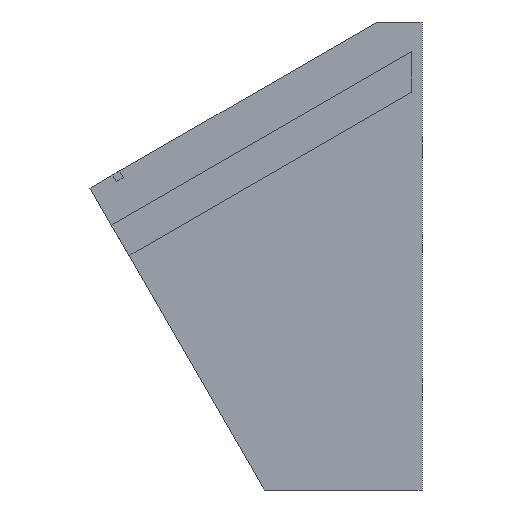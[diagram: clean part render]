
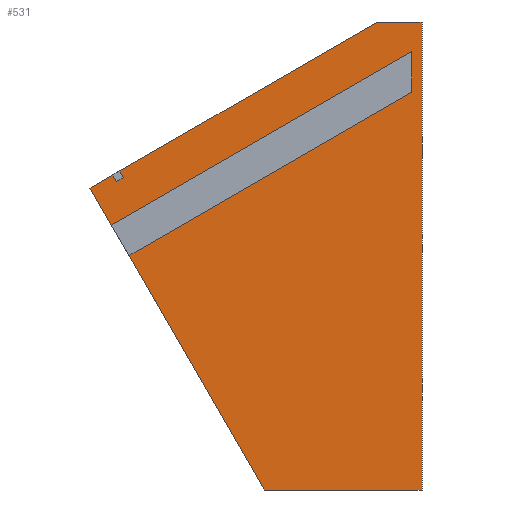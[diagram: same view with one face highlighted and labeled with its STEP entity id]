
A CAD part, left-side view. The second image highlights one B-rep face of the part: STEP entity #531.
In plain terms, the highlighted planar face has unit normal (-1, 0, 0).
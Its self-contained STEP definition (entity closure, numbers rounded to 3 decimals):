
#25 = ORIENTED_EDGE ( 'NONE', *, *, #415, .F. ) ;
#27 = CARTESIAN_POINT ( 'NONE',  ( 0., 59.342, 62.101 ) ) ;
#34 = EDGE_CURVE ( 'NONE', #996, #795, #396, .T. ) ;
#36 = ORIENTED_EDGE ( 'NONE', *, *, #134, .F. ) ;
#49 = DIRECTION ( 'NONE',  ( 0., 0., 1. ) ) ;
#92 = VECTOR ( 'NONE', #1286, 1000. ) ;
#93 = CARTESIAN_POINT ( 'NONE',  ( 0., 0., 93. ) ) ;
#94 = VERTEX_POINT ( 'NONE', #27 ) ;
#123 = CARTESIAN_POINT ( 'NONE',  ( 0., 31.34, 0. ) ) ;
#133 = CARTESIAN_POINT ( 'NONE',  ( 0., 2., 87.124 ) ) ;
#134 = EDGE_CURVE ( 'NONE', #795, #764, #797, .T. ) ;
#147 = CARTESIAN_POINT ( 'NONE',  ( 0., 0., 0. ) ) ;
#164 = EDGE_LOOP ( 'NONE', ( #374, #1205, #25, #394, #176, #912, #679, #816, #36, #974, #712, #182, #575 ) ) ;
#176 = ORIENTED_EDGE ( 'NONE', *, *, #544, .F. ) ;
#182 = ORIENTED_EDGE ( 'NONE', *, *, #349, .F. ) ;
#201 = AXIS2_PLACEMENT_3D ( 'NONE', #147, #428, #750 ) ;
#210 = CARTESIAN_POINT ( 'NONE',  ( 0., 0., 75. ) ) ;
#211 = EDGE_CURVE ( 'NONE', #905, #94, #833, .T. ) ;
#253 = DIRECTION ( 'NONE',  ( 0., 0.866, -0.5 ) ) ;
#276 = DIRECTION ( 'NONE',  ( 0., 0.5, 0.866 ) ) ;
#288 = CARTESIAN_POINT ( 'NONE',  ( 0., -6.542, 83.973 ) ) ;
#293 = VERTEX_POINT ( 'NONE', #1084 ) ;
#322 = VECTOR ( 'NONE', #49, 1000. ) ;
#327 = DIRECTION ( 'NONE',  ( 0., -0.866, 0.5 ) ) ;
#337 = VECTOR ( 'NONE', #1095, 1000. ) ;
#349 = EDGE_CURVE ( 'NONE', #469, #1162, #1066, .T. ) ;
#363 = EDGE_CURVE ( 'NONE', #94, #469, #1179, .T. ) ;
#374 = ORIENTED_EDGE ( 'NONE', *, *, #211, .F. ) ;
#388 = CARTESIAN_POINT ( 'NONE',  ( 0., 0., 0. ) ) ;
#391 = EDGE_CURVE ( 'NONE', #1162, #996, #1262, .T. ) ;
#394 = ORIENTED_EDGE ( 'NONE', *, *, #1287, .F. ) ;
#396 = LINE ( 'NONE', #210, #734 ) ;
#401 = VECTOR ( 'NONE', #773, 1000. ) ;
#413 = LINE ( 'NONE', #823, #751 ) ;
#415 = EDGE_CURVE ( 'NONE', #293, #423, #1103, .T. ) ;
#423 = VERTEX_POINT ( 'NONE', #487 ) ;
#428 = DIRECTION ( 'NONE',  ( 1., 0., 0. ) ) ;
#437 = FACE_OUTER_BOUND ( 'NONE', #164, .T. ) ;
#469 = VERTEX_POINT ( 'NONE', #1126 ) ;
#487 = CARTESIAN_POINT ( 'NONE',  ( 0., 61.477, 62.6 ) ) ;
#520 = DIRECTION ( 'NONE',  ( 0., 0.5, 0.866 ) ) ;
#527 = CARTESIAN_POINT ( 'NONE',  ( 0., 2., 83.973 ) ) ;
#531 = ADVANCED_FACE ( 'NONE', ( #437 ), #932, .F. ) ;
#538 = CARTESIAN_POINT ( 'NONE',  ( 0., -3.042, 90.036 ) ) ;
#544 = EDGE_CURVE ( 'NONE', #1245, #1005, #1154, .T. ) ;
#571 = VERTEX_POINT ( 'NONE', #1027 ) ;
#575 = ORIENTED_EDGE ( 'NONE', *, *, #363, .F. ) ;
#578 = VECTOR ( 'NONE', #856, 1000. ) ;
#584 = CARTESIAN_POINT ( 'NONE',  ( 0., 40., 75. ) ) ;
#591 = VECTOR ( 'NONE', #977, 1000. ) ;
#633 = CARTESIAN_POINT ( 'NONE',  ( 0., 60.727, 61.301 ) ) ;
#678 = CARTESIAN_POINT ( 'NONE',  ( 0., 59.342, 62.101 ) ) ;
#679 = ORIENTED_EDGE ( 'NONE', *, *, #1088, .T. ) ;
#712 = ORIENTED_EDGE ( 'NONE', *, *, #391, .F. ) ;
#716 = CARTESIAN_POINT ( 'NONE',  ( 0., 2., 79.041 ) ) ;
#718 = EDGE_CURVE ( 'NONE', #905, #423, #859, .T. ) ;
#721 = LINE ( 'NONE', #824, #832 ) ;
#734 = VECTOR ( 'NONE', #1001, 1000. ) ;
#750 = DIRECTION ( 'NONE',  ( 0., 0., -1. ) ) ;
#751 = VECTOR ( 'NONE', #520, 1000. ) ;
#759 = CARTESIAN_POINT ( 'NONE',  ( 0., 8.823, 93. ) ) ;
#764 = VERTEX_POINT ( 'NONE', #123 ) ;
#773 = DIRECTION ( 'NONE',  ( 0., 0.5, 0.866 ) ) ;
#790 = CARTESIAN_POINT ( 'NONE',  ( 0., 8.823, 93. ) ) ;
#795 = VERTEX_POINT ( 'NONE', #388 ) ;
#797 = LINE ( 'NONE', #1209, #92 ) ;
#802 = VERTEX_POINT ( 'NONE', #716 ) ;
#816 = ORIENTED_EDGE ( 'NONE', *, *, #984, .F. ) ;
#818 = VECTOR ( 'NONE', #327, 1000. ) ;
#823 = CARTESIAN_POINT ( 'NONE',  ( 0., 31.34, 0. ) ) ;
#824 = CARTESIAN_POINT ( 'NONE',  ( 0., 31.34, 0. ) ) ;
#832 = VECTOR ( 'NONE', #923, 1000. ) ;
#833 = LINE ( 'NONE', #633, #818 ) ;
#853 = CARTESIAN_POINT ( 'NONE',  ( 0., 60.727, 61.301 ) ) ;
#856 = DIRECTION ( 'NONE',  ( 0., -0.866, 0.5 ) ) ;
#859 = LINE ( 'NONE', #853, #401 ) ;
#872 = LINE ( 'NONE', #288, #337 ) ;
#883 = VECTOR ( 'NONE', #253, 1000. ) ;
#905 = VERTEX_POINT ( 'NONE', #1033 ) ;
#912 = ORIENTED_EDGE ( 'NONE', *, *, #933, .F. ) ;
#923 = DIRECTION ( 'NONE',  ( 0., 0.5, 0.866 ) ) ;
#932 = PLANE ( 'NONE',  #201 ) ;
#933 = EDGE_CURVE ( 'NONE', #802, #1245, #1131, .T. ) ;
#957 = VECTOR ( 'NONE', #1157, 1000. ) ;
#974 = ORIENTED_EDGE ( 'NONE', *, *, #34, .F. ) ;
#977 = DIRECTION ( 'NONE',  ( 0., -0.866, 0.5 ) ) ;
#984 = EDGE_CURVE ( 'NONE', #764, #571, #721, .T. ) ;
#996 = VERTEX_POINT ( 'NONE', #93 ) ;
#1001 = DIRECTION ( 'NONE',  ( 0., 0., -1. ) ) ;
#1005 = VERTEX_POINT ( 'NONE', #1246 ) ;
#1027 = CARTESIAN_POINT ( 'NONE',  ( 0., 58.231, 46.577 ) ) ;
#1033 = CARTESIAN_POINT ( 'NONE',  ( 0., 60.727, 61.301 ) ) ;
#1065 = VECTOR ( 'NONE', #276, 1000. ) ;
#1066 = LINE ( 'NONE', #1273, #578 ) ;
#1084 = CARTESIAN_POINT ( 'NONE',  ( 0., 65.981, 60. ) ) ;
#1088 = EDGE_CURVE ( 'NONE', #802, #571, #872, .T. ) ;
#1095 = DIRECTION ( 'NONE',  ( 0., 0.866, -0.5 ) ) ;
#1103 = LINE ( 'NONE', #584, #591 ) ;
#1126 = CARTESIAN_POINT ( 'NONE',  ( 0., 60.092, 63.4 ) ) ;
#1131 = LINE ( 'NONE', #527, #322 ) ;
#1154 = LINE ( 'NONE', #538, #883 ) ;
#1157 = DIRECTION ( 'NONE',  ( 0., -1., 0. ) ) ;
#1162 = VERTEX_POINT ( 'NONE', #790 ) ;
#1179 = LINE ( 'NONE', #678, #1065 ) ;
#1205 = ORIENTED_EDGE ( 'NONE', *, *, #718, .T. ) ;
#1209 = CARTESIAN_POINT ( 'NONE',  ( 0., 0., 0. ) ) ;
#1245 = VERTEX_POINT ( 'NONE', #133 ) ;
#1246 = CARTESIAN_POINT ( 'NONE',  ( 0., 61.731, 52.639 ) ) ;
#1262 = LINE ( 'NONE', #759, #957 ) ;
#1273 = CARTESIAN_POINT ( 'NONE',  ( 0., 40., 75. ) ) ;
#1286 = DIRECTION ( 'NONE',  ( 0., 1., 0. ) ) ;
#1287 = EDGE_CURVE ( 'NONE', #1005, #293, #413, .T. ) ;
